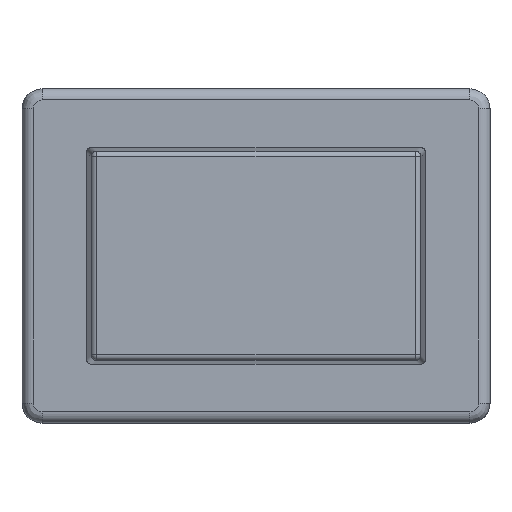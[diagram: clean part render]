
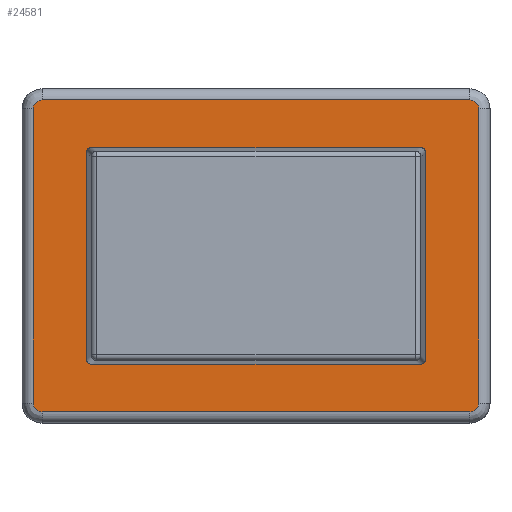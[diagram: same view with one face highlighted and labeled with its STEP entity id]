
A CAD part, top view. The second image highlights one B-rep face of the part: STEP entity #24581.
In plain terms, the highlighted planar face has unit normal (0, 0, 1).
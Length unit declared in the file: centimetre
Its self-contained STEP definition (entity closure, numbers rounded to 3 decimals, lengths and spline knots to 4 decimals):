
#447=FACE_BOUND('',#3839,.T.);
#1239=PLANE('',#25757);
#2496=FACE_OUTER_BOUND('',#3838,.T.);
#3838=EDGE_LOOP('',(#23096,#23097,#23098,#23099,#23100,#23101,#23102,#23103));
#3839=EDGE_LOOP('',(#23104,#23105,#23106,#23107,#23108,#23109,#23110,#23111));
#3888=CIRCLE('',#24677,0.02);
#3889=CIRCLE('',#24679,0.02);
#3891=CIRCLE('',#24685,0.02);
#4029=CIRCLE('',#25198,0.02);
#4077=CIRCLE('',#25737,0.04);
#4081=CIRCLE('',#25741,0.04);
#4085=CIRCLE('',#25747,0.04);
#4089=CIRCLE('',#25751,0.04);
#4175=LINE('',#31083,#6880);
#4253=LINE('',#31280,#6958);
#4337=LINE('',#31494,#7042);
#4902=LINE('',#33164,#7607);
#6734=LINE('',#42176,#9439);
#6736=LINE('',#42212,#9441);
#6739=LINE('',#42219,#9444);
#6741=LINE('',#42250,#9446);
#6880=VECTOR('',#25991,1.);
#6958=VECTOR('',#26137,1.);
#7042=VECTOR('',#26301,1.);
#7607=VECTOR('',#27224,1.);
#9439=VECTOR('',#30646,1.);
#9441=VECTOR('',#30666,1.);
#9444=VECTOR('',#30673,1.);
#9446=VECTOR('',#30689,1.);
#10216=VERTEX_POINT('',#30999);
#10217=VERTEX_POINT('',#31001);
#10222=VERTEX_POINT('',#31031);
#10223=VERTEX_POINT('',#31033);
#10231=VERTEX_POINT('',#31057);
#10232=VERTEX_POINT('',#31059);
#10242=VERTEX_POINT('',#31082);
#10393=VERTEX_POINT('',#31492);
#12479=VERTEX_POINT('',#42173);
#12480=VERTEX_POINT('',#42175);
#12483=VERTEX_POINT('',#42190);
#12484=VERTEX_POINT('',#42203);
#12487=VERTEX_POINT('',#42210);
#12488=VERTEX_POINT('',#42215);
#12491=VERTEX_POINT('',#42230);
#12492=VERTEX_POINT('',#42243);
#12601=EDGE_CURVE('',#10216,#10217,#3888,.T.);
#12608=EDGE_CURVE('',#10222,#10223,#3889,.T.);
#12621=EDGE_CURVE('',#10231,#10232,#3891,.T.);
#12633=EDGE_CURVE('',#10242,#10232,#4175,.T.);
#12727=EDGE_CURVE('',#10216,#10223,#4253,.T.);
#12829=EDGE_CURVE('',#10222,#10393,#4337,.T.);
#13466=EDGE_CURVE('',#10231,#10217,#4902,.T.);
#13866=EDGE_CURVE('',#10242,#10393,#4029,.T.);
#16021=EDGE_CURVE('',#12479,#12480,#6734,.T.);
#16025=EDGE_CURVE('',#12483,#12479,#4077,.T.);
#16029=EDGE_CURVE('',#12480,#12484,#4081,.T.);
#16031=EDGE_CURVE('',#12487,#12483,#6736,.T.);
#16035=EDGE_CURVE('',#12484,#12488,#6739,.T.);
#16037=EDGE_CURVE('',#12491,#12487,#4085,.T.);
#16041=EDGE_CURVE('',#12488,#12492,#4089,.T.);
#16043=EDGE_CURVE('',#12492,#12491,#6741,.T.);
#23096=ORIENTED_EDGE('',*,*,#16021,.F.);
#23097=ORIENTED_EDGE('',*,*,#16025,.F.);
#23098=ORIENTED_EDGE('',*,*,#16031,.F.);
#23099=ORIENTED_EDGE('',*,*,#16037,.F.);
#23100=ORIENTED_EDGE('',*,*,#16043,.F.);
#23101=ORIENTED_EDGE('',*,*,#16041,.F.);
#23102=ORIENTED_EDGE('',*,*,#16035,.F.);
#23103=ORIENTED_EDGE('',*,*,#16029,.F.);
#23104=ORIENTED_EDGE('',*,*,#13466,.T.);
#23105=ORIENTED_EDGE('',*,*,#12601,.F.);
#23106=ORIENTED_EDGE('',*,*,#12727,.T.);
#23107=ORIENTED_EDGE('',*,*,#12608,.F.);
#23108=ORIENTED_EDGE('',*,*,#12829,.T.);
#23109=ORIENTED_EDGE('',*,*,#13866,.F.);
#23110=ORIENTED_EDGE('',*,*,#12633,.T.);
#23111=ORIENTED_EDGE('',*,*,#12621,.F.);
#24581=ADVANCED_FACE('',(#2496,#447),#1239,.T.);
#24677=AXIS2_PLACEMENT_3D('',#31002,#25945,#25946);
#24679=AXIS2_PLACEMENT_3D('',#31034,#25953,#25954);
#24685=AXIS2_PLACEMENT_3D('',#31060,#25976,#25977);
#25198=AXIS2_PLACEMENT_3D('',#34086,#28035,#28036);
#25737=AXIS2_PLACEMENT_3D('',#42192,#30652,#30653);
#25741=AXIS2_PLACEMENT_3D('',#42207,#30660,#30661);
#25747=AXIS2_PLACEMENT_3D('',#42232,#30676,#30677);
#25751=AXIS2_PLACEMENT_3D('',#42247,#30684,#30685);
#25757=AXIS2_PLACEMENT_3D('',#42260,#30703,#30704);
#25945=DIRECTION('center_axis',(0.,0.,
1.));
#25946=DIRECTION('ref_axis',(-0.707,0.707,0.));
#25953=DIRECTION('center_axis',(0.,0.,
1.));
#25954=DIRECTION('ref_axis',(0.707,0.707,0.));
#25976=DIRECTION('center_axis',(0.,0.,
1.));
#25977=DIRECTION('ref_axis',(-0.707,-0.707,0.));
#25991=DIRECTION('',(-1.,0.,0.));
#26137=DIRECTION('',(1.,0.,0.));
#26301=DIRECTION('',(0.,-1.,0.));
#27224=DIRECTION('',(0.,1.,0.));
#28035=DIRECTION('center_axis',(0.,0.,
1.));
#28036=DIRECTION('ref_axis',(0.707,-0.707,0.));
#30646=DIRECTION('',(0.,1.,0.));
#30652=DIRECTION('center_axis',(0.,0.,
-1.));
#30653=DIRECTION('ref_axis',(-0.707,-0.707,0.));
#30660=DIRECTION('center_axis',(0.,0.,
-1.));
#30661=DIRECTION('ref_axis',(-0.707,0.707,0.));
#30666=DIRECTION('',(-1.,0.,0.));
#30673=DIRECTION('',(1.,0.,0.));
#30676=DIRECTION('center_axis',(0.,0.,
-1.));
#30677=DIRECTION('ref_axis',(0.707,-0.707,0.));
#30684=DIRECTION('center_axis',(0.,0.,
-1.));
#30685=DIRECTION('ref_axis',(0.707,0.707,0.));
#30689=DIRECTION('',(0.,-1.,0.));
#30703=DIRECTION('center_axis',(0.,0.,
1.));
#30704=DIRECTION('ref_axis',(1.,0.,0.));
#30999=CARTESIAN_POINT('',(-0.7425,0.485,1.99));
#31001=CARTESIAN_POINT('',(-0.7625,0.465,1.99));
#31002=CARTESIAN_POINT('Origin',(-0.7425,0.465,1.99));
#31031=CARTESIAN_POINT('',(0.7625,0.465,1.99));
#31033=CARTESIAN_POINT('',(0.7425,0.485,1.99));
#31034=CARTESIAN_POINT('Origin',(0.7425,0.465,1.99));
#31057=CARTESIAN_POINT('',(-0.7625,-0.465,1.99));
#31059=CARTESIAN_POINT('',(-0.7425,-0.485,1.99));
#31060=CARTESIAN_POINT('Origin',(-0.7425,-0.465,1.99));
#31082=CARTESIAN_POINT('',(0.7425,-0.485,1.99));
#31083=CARTESIAN_POINT('',(-0.3813,-0.485,1.99));
#31280=CARTESIAN_POINT('',(0.3813,0.485,1.99));
#31492=CARTESIAN_POINT('',(0.7625,-0.465,1.99));
#31494=CARTESIAN_POINT('',(0.7625,-0.2425,1.99));
#33164=CARTESIAN_POINT('',(-0.7625,0.2425,1.99));
#34086=CARTESIAN_POINT('Origin',(0.7425,-0.465,1.99));
#42173=CARTESIAN_POINT('',(-1.,-0.66,1.99));
#42175=CARTESIAN_POINT('',(-1.,0.66,1.99));
#42176=CARTESIAN_POINT('',(-1.,-0.33,1.99));
#42190=CARTESIAN_POINT('',(-0.96,-0.7,1.99));
#42192=CARTESIAN_POINT('Origin',(-0.96,-0.66,1.99));
#42203=CARTESIAN_POINT('',(-0.96,0.7,1.99));
#42207=CARTESIAN_POINT('Origin',(-0.96,0.66,1.99));
#42210=CARTESIAN_POINT('',(0.96,-0.7,1.99));
#42212=CARTESIAN_POINT('',(0.48,-0.7,1.99));
#42215=CARTESIAN_POINT('',(0.96,0.7,1.99));
#42219=CARTESIAN_POINT('',(-0.48,0.7,1.99));
#42230=CARTESIAN_POINT('',(1.,-0.66,1.99));
#42232=CARTESIAN_POINT('Origin',(0.96,-0.66,1.99));
#42243=CARTESIAN_POINT('',(1.,0.66,1.99));
#42247=CARTESIAN_POINT('Origin',(0.96,0.66,1.99));
#42250=CARTESIAN_POINT('',(1.,0.33,1.99));
#42260=CARTESIAN_POINT('Origin',(0.,0.,
1.99));
